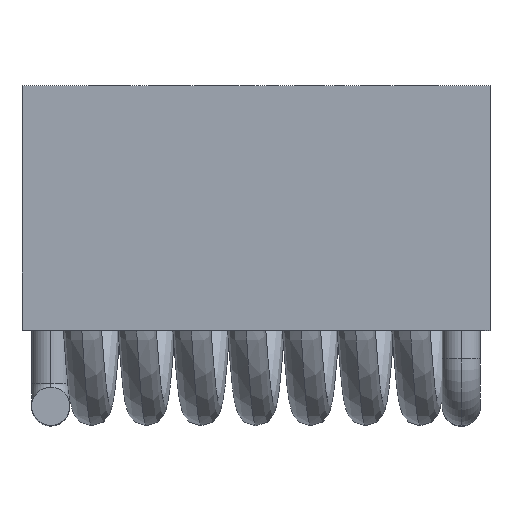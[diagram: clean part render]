
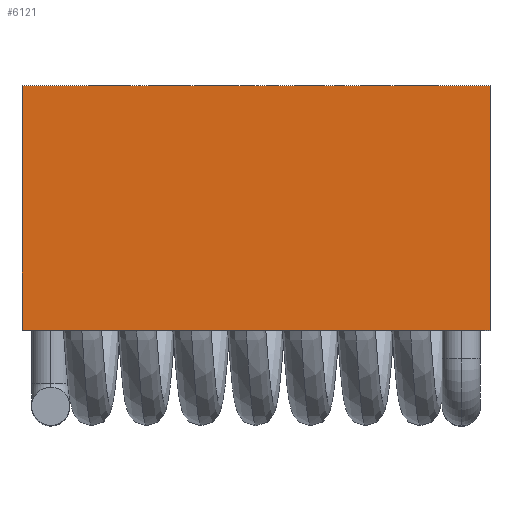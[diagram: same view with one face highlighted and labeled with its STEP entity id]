
A CAD part, top view. The second image highlights one B-rep face of the part: STEP entity #6121.
In plain terms, the highlighted planar face has unit normal (0, 0, 1).
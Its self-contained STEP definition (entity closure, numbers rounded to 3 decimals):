
#335 = LINE ( 'NONE', #336, #3649 ) ;
#336 = CARTESIAN_POINT ( 'NONE',  ( 4.6, -0.75, 1.8 ) ) ;
#337 = DIRECTION ( 'NONE',  ( 0., 1., 0. ) ) ;
#744 = AXIS2_PLACEMENT_3D ( 'NONE', #8244, #8245, #8246 ) ;
#765 = VECTOR ( 'NONE', #8013, 1000. ) ;
#784 = VECTOR ( 'NONE', #4958, 1000. ) ;
#799 = FACE_OUTER_BOUND ( 'NONE', #1131, .T. ) ;
#1131 = EDGE_LOOP ( 'NONE', ( #3215, #3238, #3027, #3022 ) ) ;
#2128 = CARTESIAN_POINT ( 'NONE',  ( 4.6, -0.75, 1.8 ) ) ;
#2132 = CARTESIAN_POINT ( 'NONE',  ( -0.3, -0.75, 1.8 ) ) ;
#2133 = CARTESIAN_POINT ( 'NONE',  ( 4.6, 1.81, 1.8 ) ) ;
#2204 = CARTESIAN_POINT ( 'NONE',  ( -0.3, 1.81, 1.8 ) ) ;
#3022 = ORIENTED_EDGE ( 'NONE', *, *, #6125, .T. ) ;
#3027 = ORIENTED_EDGE ( 'NONE', *, *, #7662, .F. ) ;
#3215 = ORIENTED_EDGE ( 'NONE', *, *, #7728, .T. ) ;
#3238 = ORIENTED_EDGE ( 'NONE', *, *, #6102, .F. ) ;
#3649 = VECTOR ( 'NONE', #337, 1000. ) ;
#4160 = LINE ( 'NONE', #4161, #9464 ) ;
#4161 = CARTESIAN_POINT ( 'NONE',  ( -0.3, -0.75, 1.8 ) ) ;
#4162 = DIRECTION ( 'NONE',  ( 0., 1., 0. ) ) ;
#4956 = LINE ( 'NONE', #4957, #784 ) ;
#4957 = CARTESIAN_POINT ( 'NONE',  ( -0.3, -0.75, 1.8 ) ) ;
#4958 = DIRECTION ( 'NONE',  ( 1., 0., 0. ) ) ;
#6102 = EDGE_CURVE ( 'NONE', #6866, #6790, #8011, .T. ) ;
#6121 = ADVANCED_FACE ( 'NONE', ( #799 ), #8243, .T. ) ;
#6125 = EDGE_CURVE ( 'NONE', #6789, #6782, #4956, .T. ) ;
#6782 = VERTEX_POINT ( 'NONE', #2128 ) ;
#6789 = VERTEX_POINT ( 'NONE', #2132 ) ;
#6790 = VERTEX_POINT ( 'NONE', #2133 ) ;
#6866 = VERTEX_POINT ( 'NONE', #2204 ) ;
#7662 = EDGE_CURVE ( 'NONE', #6789, #6866, #4160, .T. ) ;
#7728 = EDGE_CURVE ( 'NONE', #6782, #6790, #335, .T. ) ;
#8011 = LINE ( 'NONE', #8012, #765 ) ;
#8012 = CARTESIAN_POINT ( 'NONE',  ( -0.3, 1.81, 1.8 ) ) ;
#8013 = DIRECTION ( 'NONE',  ( 1., 0., 0. ) ) ;
#8243 = PLANE ( 'NONE',  #744 ) ;
#8244 = CARTESIAN_POINT ( 'NONE',  ( -0.3, -0.75, 1.8 ) ) ;
#8245 = DIRECTION ( 'NONE',  ( 0., 0., 1. ) ) ;
#8246 = DIRECTION ( 'NONE',  ( 1., 0., 0. ) ) ;
#9464 = VECTOR ( 'NONE', #4162, 1000. ) ;
